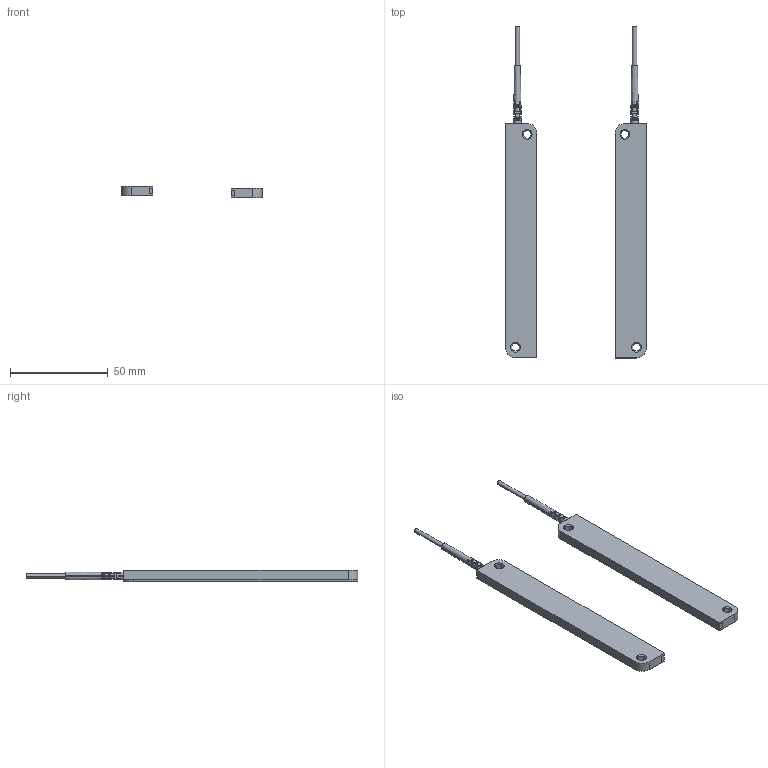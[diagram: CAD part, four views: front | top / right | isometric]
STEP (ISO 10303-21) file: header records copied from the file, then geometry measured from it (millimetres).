
FILE_DESCRIPTION((''),'2;1');
FILE_NAME('PT100QL_ASM','2021-05-15T17:11:56',('Administrator'),(''),'CREO PARAMETRIC BY PTC INC, 2018400','CREO PARAMETRIC BY PTC INC, 2018400','');
FILE_SCHEMA(('CONFIG_CONTROL_DESIGN'));
Length unit declared in the file: millimetre
Products named in the file (4): PRT0001; PRT0002; ASM0001_ASM; PT100QL_ASM
Assembly tree (4 placements, depth 3):
  PT100QL_ASM
    ASM0001_ASM  x2
      PRT0001
      PRT0002
Bounding box: 72 x 170 x 6 mm (x, y, z)
Volume: 19574.4 mm3; surface area: 14498.8 mm2
Topology: 6 solids, 6 shells, 442 faces, 1176 edges, 756 vertices
Faces by surface type: bspline 172, cylinder 148, plane 106, cone 16
Entity records: 10681 total; most frequent: CARTESIAN_POINT 5552, ORIENTED_EDGE 1172, DIRECTION 840, EDGE_CURVE 586, VERTEX_POINT 378, AXIS2_PLACEMENT_3D 331, EDGE_LOOP 296, B_SPLINE_CURVE_WITH_KNOTS 222
